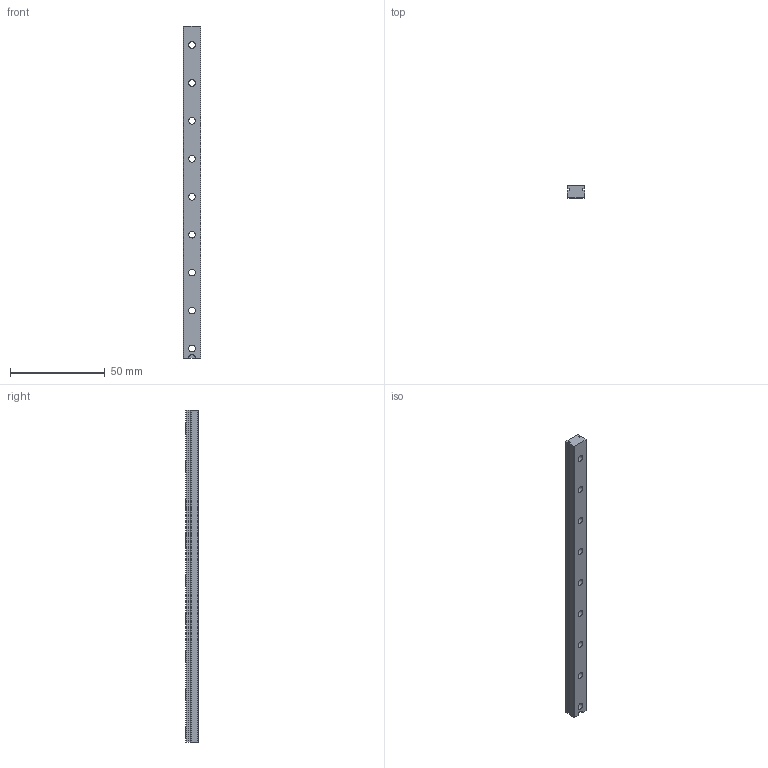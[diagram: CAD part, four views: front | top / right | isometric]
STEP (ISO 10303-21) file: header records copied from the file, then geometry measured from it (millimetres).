
FILE_DESCRIPTION(('STEP AP242'), '1');
FILE_NAME('櫻蠉錪', '', ('UNSPECIFIED'), ('UNSPECIFIED'), 'ASCON STEP Converter 1.6', 'ASCON Math Kernel', '');
FILE_SCHEMA(('AP242_MANAGED_MODEL_BASED_3D_ENGINEERING_MIM_LF { 1 0 10303 442 1 1 4 }'));
Length unit declared in the file: millimetre
Bounding box: 9 x 6.5 x 175 mm (x, y, z)
Volume: 8516.4 mm3; surface area: 6774.3 mm2
Topology: 1 solids, 1 shells, 55 faces, 132 edges, 88 vertices
Faces by surface type: plane 36, cylinder 19
Full cylindrical faces by diameter (mm): 3.5 x9, 6 x9
Entity records: 2034 total; most frequent: DIRECTION 264, CARTESIAN_POINT 258, ORIENTED_EDGE 228, EDGE_CURVE 114, EDGE_LOOP 100, AXIS2_PLACEMENT_3D 94, VERTEX_POINT 88, LINE 76
